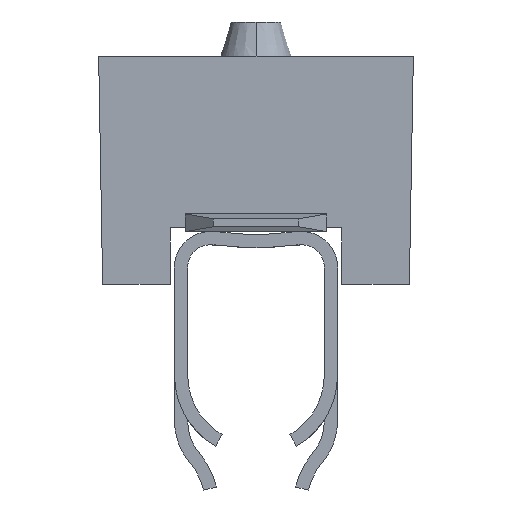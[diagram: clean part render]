
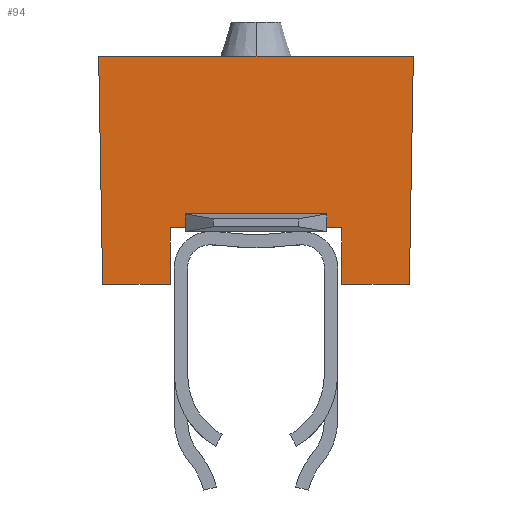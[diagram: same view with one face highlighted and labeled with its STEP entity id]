
A CAD part, left-side view. The second image highlights one B-rep face of the part: STEP entity #94.
In plain terms, the highlighted planar face has unit normal (-1, 0, 0).
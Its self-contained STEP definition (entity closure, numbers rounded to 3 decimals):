
#94=ADVANCED_FACE('',(#296),#297,.F.);
#296=FACE_OUTER_BOUND('',#685,.T.);
#297=PLANE('',#686);
#685=EDGE_LOOP('',(#1134,#1135,#1136,#1137,#1138,#1139,#1140,#1141,#1142,#1143,#1144,#1145,#1146,#1147));
#686=AXIS2_PLACEMENT_3D('',#1148,#1149,#1150);
#1134=ORIENTED_EDGE('',*,*,#2690,.F.);
#1135=ORIENTED_EDGE('',*,*,#2691,.F.);
#1136=ORIENTED_EDGE('',*,*,#2692,.F.);
#1137=ORIENTED_EDGE('',*,*,#2693,.F.);
#1138=ORIENTED_EDGE('',*,*,#2694,.F.);
#1139=ORIENTED_EDGE('',*,*,#2695,.F.);
#1140=ORIENTED_EDGE('',*,*,#2696,.F.);
#1141=ORIENTED_EDGE('',*,*,#2697,.F.);
#1142=ORIENTED_EDGE('',*,*,#2698,.F.);
#1143=ORIENTED_EDGE('',*,*,#2699,.F.);
#1144=ORIENTED_EDGE('',*,*,#2700,.F.);
#1145=ORIENTED_EDGE('',*,*,#2701,.F.);
#1146=ORIENTED_EDGE('',*,*,#2702,.F.);
#1147=ORIENTED_EDGE('',*,*,#2687,.F.);
#1148=CARTESIAN_POINT('',(-18.605,0.0,0.0));
#1149=DIRECTION('',(1.0,0.0,0.0));
#1150=DIRECTION('',(0.0,1.0,-0.0));
#2687=EDGE_CURVE('',#3238,#3229,#3240,.T.);
#2690=EDGE_CURVE('',#3245,#3238,#3246,.T.);
#2691=EDGE_CURVE('',#3247,#3245,#3248,.T.);
#2692=EDGE_CURVE('',#3249,#3247,#3250,.T.);
#2693=EDGE_CURVE('',#3251,#3249,#3252,.T.);
#2694=EDGE_CURVE('',#3253,#3251,#3254,.T.);
#2695=EDGE_CURVE('',#3255,#3253,#3256,.T.);
#2696=EDGE_CURVE('',#3257,#3255,#3258,.T.);
#2697=EDGE_CURVE('',#3259,#3257,#3260,.T.);
#2698=EDGE_CURVE('',#3261,#3259,#3262,.T.);
#2699=EDGE_CURVE('',#3263,#3261,#3264,.T.);
#2700=EDGE_CURVE('',#3265,#3263,#3266,.T.);
#2701=EDGE_CURVE('',#3267,#3265,#3268,.T.);
#2702=EDGE_CURVE('',#3229,#3267,#3269,.T.);
#3229=VERTEX_POINT('',#4107);
#3238=VERTEX_POINT('',#4121);
#3240=LINE('',#4124,#4125);
#3245=VERTEX_POINT('',#4130);
#3246=LINE('',#4131,#4132);
#3247=VERTEX_POINT('',#4133);
#3248=LINE('',#4134,#4135);
#3249=VERTEX_POINT('',#4136);
#3250=LINE('',#4137,#4138);
#3251=VERTEX_POINT('',#4139);
#3252=LINE('',#4140,#4141);
#3253=VERTEX_POINT('',#4142);
#3254=LINE('',#4143,#4144);
#3255=VERTEX_POINT('',#4145);
#3256=LINE('',#4146,#4147);
#3257=VERTEX_POINT('',#4148);
#3258=LINE('',#4149,#4150);
#3259=VERTEX_POINT('',#4151);
#3260=LINE('',#4152,#4153);
#3261=VERTEX_POINT('',#4154);
#3262=LINE('',#4155,#4156);
#3263=VERTEX_POINT('',#4157);
#3264=LINE('',#4158,#4159);
#3265=VERTEX_POINT('',#4160);
#3266=LINE('',#4161,#4162);
#3267=VERTEX_POINT('',#4163);
#3268=LINE('',#4164,#4165);
#3269=LINE('',#4166,#4167);
#4107=CARTESIAN_POINT('',(-18.605,2.8,-7.137));
#4121=CARTESIAN_POINT('',(-18.605,-2.8,-7.137));
#4124=CARTESIAN_POINT('',(-18.605,-2.8,-7.137));
#4125=VECTOR('',#5539,5.6);
#4130=CARTESIAN_POINT('',(-18.605,-2.921,-7.137));
#4131=CARTESIAN_POINT('',(-18.605,-2.921,-7.137));
#4132=VECTOR('',#5546,0.121);
#4133=CARTESIAN_POINT('',(-18.605,-2.921,-7.772));
#4134=CARTESIAN_POINT('',(-18.605,-2.921,-7.772));
#4135=VECTOR('',#5547,0.635);
#4136=CARTESIAN_POINT('',(-18.605,-3.874,-7.772));
#4137=CARTESIAN_POINT('',(-18.605,-3.874,-7.772));
#4138=VECTOR('',#5548,0.953);
#4139=CARTESIAN_POINT('',(-18.605,-3.874,-10.312));
#4140=CARTESIAN_POINT('',(-18.605,-3.874,-10.312));
#4141=VECTOR('',#5549,2.54);
#4142=CARTESIAN_POINT('',(-18.605,-6.932,-10.312));
#4143=CARTESIAN_POINT('',(-18.605,-6.932,-10.312));
#4144=VECTOR('',#5550,3.058);
#4145=CARTESIAN_POINT('',(-18.605,-7.112,0.0));
#4146=CARTESIAN_POINT('',(-18.605,-7.112,0.0));
#4147=VECTOR('',#5551,10.314);
#4148=CARTESIAN_POINT('',(-18.605,7.112,0.0));
#4149=CARTESIAN_POINT('',(-18.605,7.112,0.0));
#4150=VECTOR('',#5552,14.224);
#4151=CARTESIAN_POINT('',(-18.605,6.932,-10.312));
#4152=CARTESIAN_POINT('',(-18.605,6.932,-10.312));
#4153=VECTOR('',#5553,10.314);
#4154=CARTESIAN_POINT('',(-18.605,3.874,-10.312));
#4155=CARTESIAN_POINT('',(-18.605,3.874,-10.312));
#4156=VECTOR('',#5554,3.058);
#4157=CARTESIAN_POINT('',(-18.605,3.874,-7.772));
#4158=CARTESIAN_POINT('',(-18.605,3.874,-7.772));
#4159=VECTOR('',#5555,2.54);
#4160=CARTESIAN_POINT('',(-18.605,2.921,-7.772));
#4161=CARTESIAN_POINT('',(-18.605,2.921,-7.772));
#4162=VECTOR('',#5556,0.953);
#4163=CARTESIAN_POINT('',(-18.605,2.921,-7.137));
#4164=CARTESIAN_POINT('',(-18.605,2.921,-7.137));
#4165=VECTOR('',#5557,0.635);
#4166=CARTESIAN_POINT('',(-18.605,2.8,-7.137));
#4167=VECTOR('',#5558,0.121);
#5539=DIRECTION('',(0.0,1.0,0.0));
#5546=DIRECTION('',(0.0,1.0,0.0));
#5547=DIRECTION('',(0.0,0.0,1.0));
#5548=DIRECTION('',(0.0,1.0,0.0));
#5549=DIRECTION('',(0.0,0.0,1.0));
#5550=DIRECTION('',(0.0,1.0,0.0));
#5551=DIRECTION('',(0.0,0.017,-1.));
#5552=DIRECTION('',(0.0,-1.0,0.0));
#5553=DIRECTION('',(0.0,0.017,1.));
#5554=DIRECTION('',(0.0,1.0,0.0));
#5555=DIRECTION('',(0.0,0.0,-1.0));
#5556=DIRECTION('',(0.0,1.0,0.0));
#5557=DIRECTION('',(0.0,0.0,-1.0));
#5558=DIRECTION('',(0.0,1.0,0.0));
